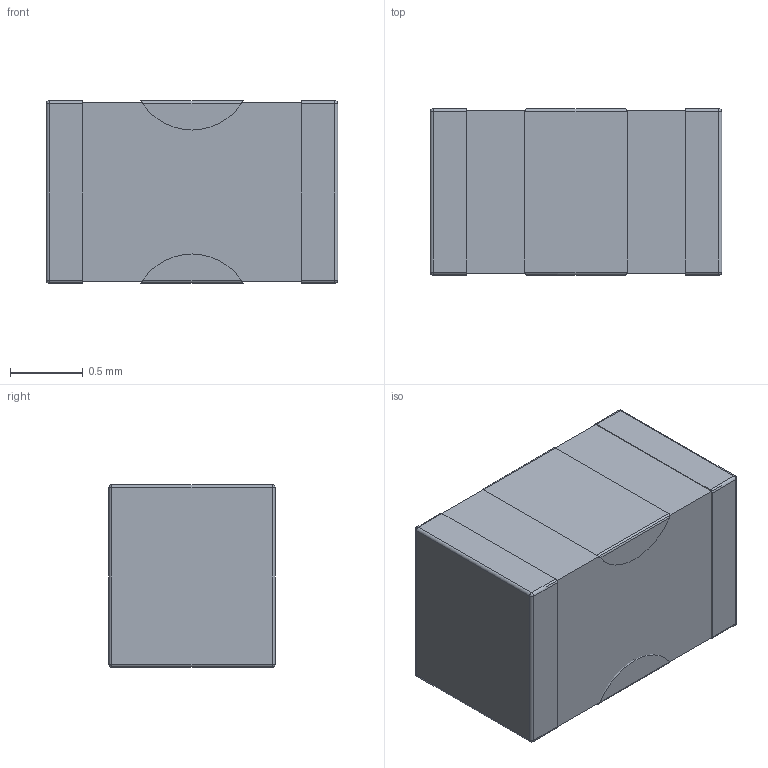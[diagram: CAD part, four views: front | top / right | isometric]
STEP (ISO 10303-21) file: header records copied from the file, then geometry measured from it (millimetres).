
FILE_DESCRIPTION (( 'STEP AP214' ), '1' );
FILE_NAME ('User Library-0805_3Pin_Capacitor.STEP', '2020-11-04T19:31:53', ( '' ), ( '' ), 'SwSTEP 2.0', 'SolidWorks 2020', '' );
FILE_SCHEMA (( 'AUTOMOTIVE_DESIGN' ));
Length unit declared in the file: millimetre
Products named in the file (1): User Library-0805_3Pin_Capacitor
Bounding box: 2 x 1.14 x 1.25 mm (x, y, z)
Surface area: 22.6 mm2
Topology: 5 solids, 5 shells, 55 faces, 119 edges, 66 vertices
Faces by surface type: plane 24, cylinder 23, sphere 8
Entity records: 2190 total; most frequent: CARTESIAN_POINT 353, DIRECTION 253, ORIENTED_EDGE 222, EDGE_CURVE 111, AXIS2_PLACEMENT_3D 94, VERTEX_POINT 66, VECTOR 65, LINE 65
